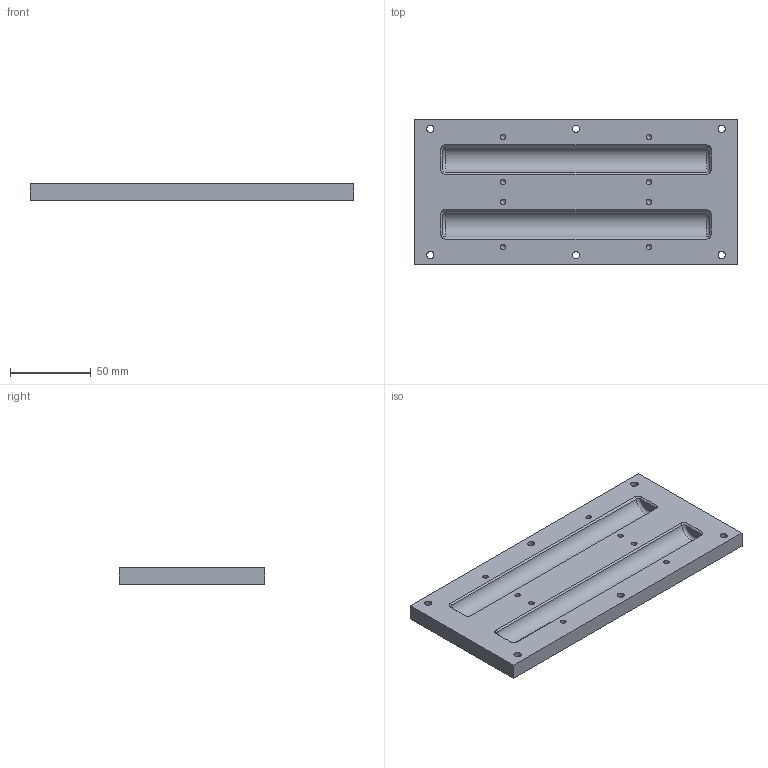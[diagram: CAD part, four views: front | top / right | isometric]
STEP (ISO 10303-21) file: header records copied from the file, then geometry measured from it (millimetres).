
FILE_DESCRIPTION(('FreeCAD Model'),'2;1');
FILE_NAME('Open CASCADE Shape Model','2026-01-23T18:47:08',(''),(''), 'Open CASCADE STEP processor 7.9','FreeCAD','Unknown');
FILE_SCHEMA(('AUTOMOTIVE_DESIGN { 1 0 10303 214 1 1 1 1 }'));
Length unit declared in the file: millimetre
Products named in the file (1): 16mm block v2
Bounding box: 200 x 90 x 10 mm (x, y, z)
Volume: 144189.4 mm3; surface area: 46117.4 mm2
Topology: 1 solids, 1 shells, 54 faces, 126 edges, 76 vertices
Faces by surface type: plane 18, cylinder 16, bspline 8, cone 8, torus 4
Full cylindrical faces by diameter (mm): 3.3 x8, 4.5 x6
Entity records: 1946 total; most frequent: CARTESIAN_POINT 743, ORIENTED_EDGE 236, DIRECTION 226, EDGE_CURVE 118, AXIS2_PLACEMENT_3D 83, FACE_BOUND 76, EDGE_LOOP 76, VERTEX_POINT 76
